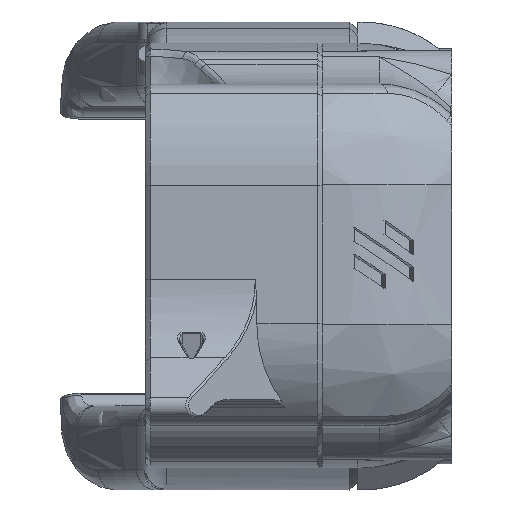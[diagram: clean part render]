
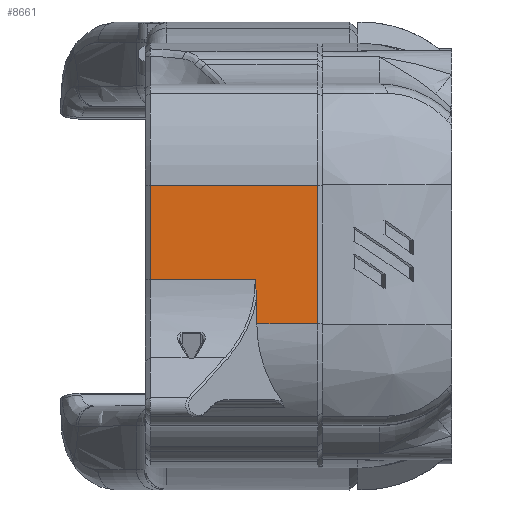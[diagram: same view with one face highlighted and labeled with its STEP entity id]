
A CAD part, top view. The second image highlights one B-rep face of the part: STEP entity #8661.
In plain terms, the highlighted face is planar.
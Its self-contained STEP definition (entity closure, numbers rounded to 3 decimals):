
#246=B_SPLINE_CURVE_WITH_KNOTS('',3,(#15055,#15056,#15057,#15058,#15059,
#15060,#15061,#15062,#15063,#15064,#15065,#15066,#15067,#15068,#15069,#15070,
#15071,#15072,#15073,#15074,#15075,#15076,#15077,#15078,#15079),
 .UNSPECIFIED.,.F.,.F.,(4,3,3,3,3,3,3,3,4),(0.,0.007,0.018,
0.04,0.087,0.096,0.14,
0.183,0.207),.UNSPECIFIED.);
#664=PLANE('',#9424);
#1106=FACE_OUTER_BOUND('',#1657,.T.);
#1657=EDGE_LOOP('',(#6598,#6599,#6600,#6601,#6602,#6603,#6604));
#2190=LINE('',#14945,#2764);
#2214=LINE('',#15028,#2788);
#2216=LINE('',#15049,#2790);
#2217=LINE('',#15051,#2791);
#2218=LINE('',#15053,#2792);
#2219=LINE('',#15080,#2793);
#2764=VECTOR('',#10750,10.);
#2788=VECTOR('',#10850,6.552);
#2790=VECTOR('',#10858,6.552);
#2791=VECTOR('',#10859,10.);
#2792=VECTOR('',#10860,6.552);
#2793=VECTOR('',#10861,6.552);
#3845=VERTEX_POINT('',#14939);
#3846=VERTEX_POINT('',#14943);
#3867=VERTEX_POINT('',#15027);
#3871=VERTEX_POINT('',#15048);
#3872=VERTEX_POINT('',#15050);
#3873=VERTEX_POINT('',#15052);
#3874=VERTEX_POINT('',#15054);
#4806=EDGE_CURVE('',#3845,#3846,#2190,.T.);
#4847=EDGE_CURVE('',#3867,#3846,#2214,.T.);
#4852=EDGE_CURVE('',#3845,#3871,#2216,.T.);
#4853=EDGE_CURVE('',#3872,#3871,#2217,.T.);
#4854=EDGE_CURVE('',#3872,#3873,#2218,.T.);
#4855=EDGE_CURVE('',#3874,#3873,#246,.F.);
#4856=EDGE_CURVE('',#3874,#3867,#2219,.F.);
#6598=ORIENTED_EDGE('',*,*,#4806,.F.);
#6599=ORIENTED_EDGE('',*,*,#4852,.T.);
#6600=ORIENTED_EDGE('',*,*,#4853,.F.);
#6601=ORIENTED_EDGE('',*,*,#4854,.T.);
#6602=ORIENTED_EDGE('',*,*,#4855,.F.);
#6603=ORIENTED_EDGE('',*,*,#4856,.T.);
#6604=ORIENTED_EDGE('',*,*,#4847,.T.);
#8661=ADVANCED_FACE('',(#1106),#664,.T.);
#9424=AXIS2_PLACEMENT_3D('',#15047,#10856,#10857);
#10750=DIRECTION('',(0.,1.,0.));
#10850=DIRECTION('',(1.,0.,0.));
#10856=DIRECTION('center_axis',(0.,0.,
-1.));
#10857=DIRECTION('ref_axis',(0.,-1.,0.));
#10858=DIRECTION('',(-1.,0.,0.));
#10859=DIRECTION('',(0.,-1.,0.));
#10860=DIRECTION('',(1.,0.,0.));
#10861=DIRECTION('',(0.,-1.,0.));
#14939=CARTESIAN_POINT('',(53.759,105.12,-67.164));
#14943=CARTESIAN_POINT('',(53.759,116.859,-67.164));
#14945=CARTESIAN_POINT('',(53.759,115.33,-67.164));
#15027=CARTESIAN_POINT('',(48.609,116.859,-67.164));
#15028=CARTESIAN_POINT('',(34.241,116.859,-67.164));
#15047=CARTESIAN_POINT('Origin',(48.786,119.671,-67.164));
#15048=CARTESIAN_POINT('',(39.559,105.12,-67.164));
#15049=CARTESIAN_POINT('',(48.786,105.12,-67.164));
#15050=CARTESIAN_POINT('',(39.559,113.128,-67.164));
#15051=CARTESIAN_POINT('',(39.559,115.33,-67.164));
#15052=CARTESIAN_POINT('',(48.478,113.128,-67.164));
#15053=CARTESIAN_POINT('',(39.744,113.128,-67.164));
#15054=CARTESIAN_POINT('',(48.609,114.474,-67.164));
#15055=CARTESIAN_POINT('Ctrl Pts',(48.478,113.128,-67.164));
#15056=CARTESIAN_POINT('Ctrl Pts',(48.478,113.142,-67.164));
#15057=CARTESIAN_POINT('Ctrl Pts',(48.478,113.157,-67.164));
#15058=CARTESIAN_POINT('Ctrl Pts',(48.478,113.171,-67.164));
#15059=CARTESIAN_POINT('Ctrl Pts',(48.478,113.195,-67.164));
#15060=CARTESIAN_POINT('Ctrl Pts',(48.479,113.219,-67.164));
#15061=CARTESIAN_POINT('Ctrl Pts',(48.479,113.243,-67.164));
#15062=CARTESIAN_POINT('Ctrl Pts',(48.48,113.291,-67.164));
#15063=CARTESIAN_POINT('Ctrl Pts',(48.481,113.34,-67.164));
#15064=CARTESIAN_POINT('Ctrl Pts',(48.483,113.388,-67.164));
#15065=CARTESIAN_POINT('Ctrl Pts',(48.487,113.492,-67.164));
#15066=CARTESIAN_POINT('Ctrl Pts',(48.494,113.596,-67.164));
#15067=CARTESIAN_POINT('Ctrl Pts',(48.502,113.7,-67.164));
#15068=CARTESIAN_POINT('Ctrl Pts',(48.504,113.719,-67.164));
#15069=CARTESIAN_POINT('Ctrl Pts',(48.506,113.739,-67.164));
#15070=CARTESIAN_POINT('Ctrl Pts',(48.507,113.758,-67.164));
#15071=CARTESIAN_POINT('Ctrl Pts',(48.516,113.853,-67.164));
#15072=CARTESIAN_POINT('Ctrl Pts',(48.527,113.948,-67.164));
#15073=CARTESIAN_POINT('Ctrl Pts',(48.539,114.042,-67.164));
#15074=CARTESIAN_POINT('Ctrl Pts',(48.551,114.135,-67.164));
#15075=CARTESIAN_POINT('Ctrl Pts',(48.565,114.227,-67.164));
#15076=CARTESIAN_POINT('Ctrl Pts',(48.581,114.318,-67.164));
#15077=CARTESIAN_POINT('Ctrl Pts',(48.589,114.371,-67.164));
#15078=CARTESIAN_POINT('Ctrl Pts',(48.599,114.422,-67.164));
#15079=CARTESIAN_POINT('Ctrl Pts',(48.609,114.474,-67.164));
#15080=CARTESIAN_POINT('',(48.609,115.376,-67.164));
